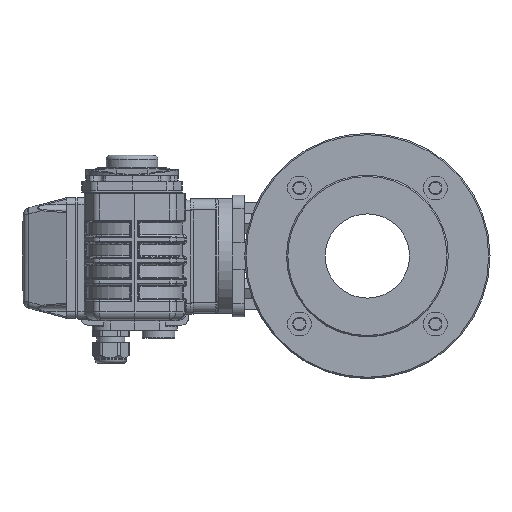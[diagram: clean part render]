
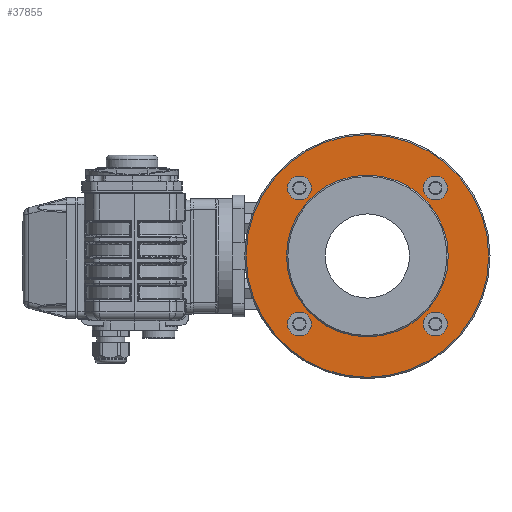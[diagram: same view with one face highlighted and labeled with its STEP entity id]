
A CAD part, front view. The second image highlights one B-rep face of the part: STEP entity #37855.
In plain terms, the highlighted face is planar.
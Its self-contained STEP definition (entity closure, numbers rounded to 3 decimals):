
#8920=ORIENTED_EDGE('',*,*,#20137,.T.);
#8921=ORIENTED_EDGE('',*,*,#20138,.F.);
#8922=ORIENTED_EDGE('',*,*,#20139,.F.);
#8923=ORIENTED_EDGE('',*,*,#20140,.F.);
#8924=ORIENTED_EDGE('',*,*,#20141,.F.);
#8925=ORIENTED_EDGE('',*,*,#20136,.T.);
#20136=EDGE_CURVE('',#25745,#25745,#29418,.T.);
#20137=EDGE_CURVE('',#25746,#25746,#29419,.F.);
#20138=EDGE_CURVE('',#25747,#25747,#29420,.T.);
#20139=EDGE_CURVE('',#25748,#25748,#29421,.T.);
#20140=EDGE_CURVE('',#25749,#25749,#29422,.T.);
#20141=EDGE_CURVE('',#25750,#25750,#29423,.T.);
#25745=VERTEX_POINT('',#57288);
#25746=VERTEX_POINT('',#57291);
#25747=VERTEX_POINT('',#57293);
#25748=VERTEX_POINT('',#57295);
#25749=VERTEX_POINT('',#57297);
#25750=VERTEX_POINT('',#57299);
#29418=CIRCLE('',#41476,61.);
#29419=CIRCLE('',#41478,91.5);
#29420=CIRCLE('',#41479,9.);
#29421=CIRCLE('',#41480,9.);
#29422=CIRCLE('',#41481,9.);
#29423=CIRCLE('',#41482,9.);
#31282=EDGE_LOOP('',(#8920));
#31283=EDGE_LOOP('',(#8921));
#31284=EDGE_LOOP('',(#8922));
#31285=EDGE_LOOP('',(#8923));
#31286=EDGE_LOOP('',(#8924));
#31287=EDGE_LOOP('',(#8925));
#34079=FACE_BOUND('',#31282,.T.);
#34080=FACE_BOUND('',#31283,.T.);
#34081=FACE_BOUND('',#31284,.T.);
#34082=FACE_BOUND('',#31285,.T.);
#34083=FACE_BOUND('',#31286,.T.);
#34084=FACE_BOUND('',#31287,.T.);
#36807=PLANE('',#41477);
#37855=ADVANCED_FACE('',(#34079,#34080,#34081,#34082,#34083,#34084),#36807,
 .F.);
#41476=AXIS2_PLACEMENT_3D('',#57287,#45849,#45850);
#41477=AXIS2_PLACEMENT_3D('',#57289,#45851,#45852);
#41478=AXIS2_PLACEMENT_3D('',#57290,#45853,#45854);
#41479=AXIS2_PLACEMENT_3D('',#57292,#45855,#45856);
#41480=AXIS2_PLACEMENT_3D('',#57294,#45857,#45858);
#41481=AXIS2_PLACEMENT_3D('',#57296,#45859,#45860);
#41482=AXIS2_PLACEMENT_3D('',#57298,#45861,#45862);
#45849=DIRECTION('',(0.,-1.,0.));
#45850=DIRECTION('',(-1.,0.,0.));
#45851=DIRECTION('',(0.,-1.,0.));
#45852=DIRECTION('',(0.,0.,-1.));
#45853=DIRECTION('',(0.,-1.,0.));
#45854=DIRECTION('',(0.,0.,-1.));
#45855=DIRECTION('',(0.,1.,0.));
#45856=DIRECTION('',(-1.,0.,0.));
#45857=DIRECTION('',(0.,1.,0.));
#45858=DIRECTION('',(-1.,0.,0.));
#45859=DIRECTION('',(0.,1.,0.));
#45860=DIRECTION('',(-1.,0.,0.));
#45861=DIRECTION('',(0.,1.,0.));
#45862=DIRECTION('',(-1.,0.,0.));
#57287=CARTESIAN_POINT('',(0.,96.,0.));
#57288=CARTESIAN_POINT('',(-61.,96.,0.));
#57289=CARTESIAN_POINT('',(0.,96.,0.));
#57290=CARTESIAN_POINT('',(0.,96.,0.));
#57291=CARTESIAN_POINT('',(0.,96.,-91.5));
#57292=CARTESIAN_POINT('',(51.265,96.,51.265));
#57293=CARTESIAN_POINT('',(42.265,96.,51.265));
#57294=CARTESIAN_POINT('',(-51.265,96.,51.265));
#57295=CARTESIAN_POINT('',(-60.265,96.,51.265));
#57296=CARTESIAN_POINT('',(-51.265,96.,-51.265));
#57297=CARTESIAN_POINT('',(-60.265,96.,-51.265));
#57298=CARTESIAN_POINT('',(51.265,96.,-51.265));
#57299=CARTESIAN_POINT('',(42.265,96.,-51.265));
